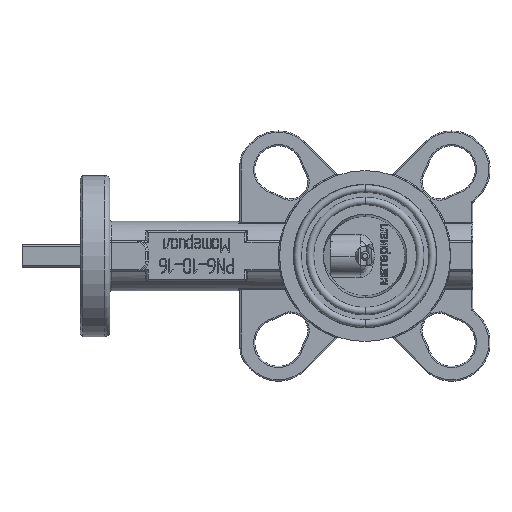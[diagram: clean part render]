
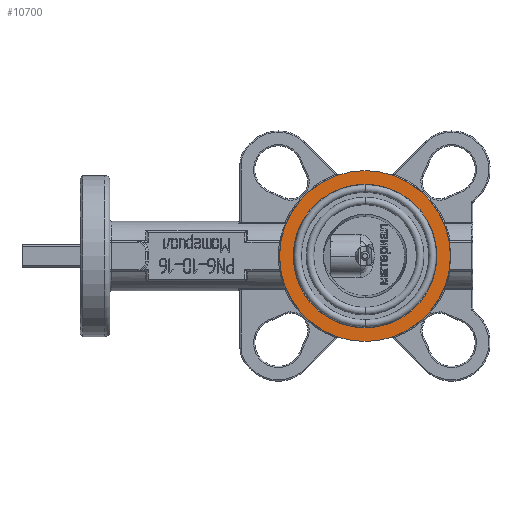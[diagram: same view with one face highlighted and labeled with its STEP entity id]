
A CAD part, left-side view. The second image highlights one B-rep face of the part: STEP entity #10700.
In plain terms, the highlighted planar face has unit normal (-1, 0, 0).
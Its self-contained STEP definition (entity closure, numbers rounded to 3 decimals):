
#380 = ORIENTED_EDGE ( 'NONE', *, *, #25704, .T. ) ;
#714 = CARTESIAN_POINT ( 'NONE',  ( -16.5, 0., 34.5 ) ) ;
#812 = ORIENTED_EDGE ( 'NONE', *, *, #6109, .F. ) ;
#1277 = VERTEX_POINT ( 'NONE', #1839 ) ;
#1839 = CARTESIAN_POINT ( 'NONE',  ( -16.5, -29., 0. ) ) ;
#3329 = DIRECTION ( 'NONE',  ( 1., 0., 0. ) ) ;
#4010 = CIRCLE ( 'NONE', #13871, 29. ) ;
#6109 = EDGE_CURVE ( 'NONE', #23387, #35229, #11430, .T. ) ;
#6543 = CARTESIAN_POINT ( 'NONE',  ( -16.5, 29., 0. ) ) ;
#7842 = EDGE_LOOP ( 'NONE', ( #27999, #812 ) ) ;
#8500 = FACE_BOUND ( 'NONE', #27755, .T. ) ;
#9216 = VERTEX_POINT ( 'NONE', #6543 ) ;
#10680 = EDGE_CURVE ( 'NONE', #1277, #9216, #21954, .T. ) ;
#10700 = ADVANCED_FACE ( 'NONE', ( #17588, #8500 ), #18771, .F. ) ;
#11430 = CIRCLE ( 'NONE', #21840, 34.5 ) ;
#11722 = CARTESIAN_POINT ( 'NONE',  ( -16.5, 0., 0. ) ) ;
#12198 = CARTESIAN_POINT ( 'NONE',  ( -16.5, 0., 0. ) ) ;
#13871 = AXIS2_PLACEMENT_3D ( 'NONE', #23920, #3329, #27416 ) ;
#15149 = DIRECTION ( 'NONE',  ( 0., 1., 0. ) ) ;
#15582 = DIRECTION ( 'NONE',  ( 1., 0., 0. ) ) ;
#15626 = DIRECTION ( 'NONE',  ( 0., 1., 0. ) ) ;
#17304 = EDGE_CURVE ( 'NONE', #35229, #23387, #32440, .T. ) ;
#17588 = FACE_OUTER_BOUND ( 'NONE', #7842, .T. ) ;
#18689 = CARTESIAN_POINT ( 'NONE',  ( -16.5, 0., 0. ) ) ;
#18771 = PLANE ( 'NONE',  #25514 ) ;
#20117 = ORIENTED_EDGE ( 'NONE', *, *, #10680, .T. ) ;
#21840 = AXIS2_PLACEMENT_3D ( 'NONE', #18689, #42905, #22195 ) ;
#21954 = CIRCLE ( 'NONE', #40259, 29. ) ;
#22195 = DIRECTION ( 'NONE',  ( 0., 1., 0. ) ) ;
#23387 = VERTEX_POINT ( 'NONE', #26867 ) ;
#23920 = CARTESIAN_POINT ( 'NONE',  ( -16.5, 0., 0. ) ) ;
#25514 = AXIS2_PLACEMENT_3D ( 'NONE', #36339, #15582, #39776 ) ;
#25704 = EDGE_CURVE ( 'NONE', #9216, #1277, #4010, .T. ) ;
#26867 = CARTESIAN_POINT ( 'NONE',  ( -16.5, 0., -34.5 ) ) ;
#27416 = DIRECTION ( 'NONE',  ( 0., 1., 0. ) ) ;
#27755 = EDGE_LOOP ( 'NONE', ( #380, #20117 ) ) ;
#27999 = ORIENTED_EDGE ( 'NONE', *, *, #17304, .F. ) ;
#28163 = AXIS2_PLACEMENT_3D ( 'NONE', #12198, #36381, #15626 ) ;
#32440 = CIRCLE ( 'NONE', #28163, 34.5 ) ;
#35229 = VERTEX_POINT ( 'NONE', #714 ) ;
#35902 = DIRECTION ( 'NONE',  ( 1., 0., 0. ) ) ;
#36339 = CARTESIAN_POINT ( 'NONE',  ( -16.5, 34.5, 0. ) ) ;
#36381 = DIRECTION ( 'NONE',  ( 1., 0., 0. ) ) ;
#39776 = DIRECTION ( 'NONE',  ( 0., 1., 0. ) ) ;
#40259 = AXIS2_PLACEMENT_3D ( 'NONE', #11722, #35902, #15149 ) ;
#42905 = DIRECTION ( 'NONE',  ( 1., 0., 0. ) ) ;
